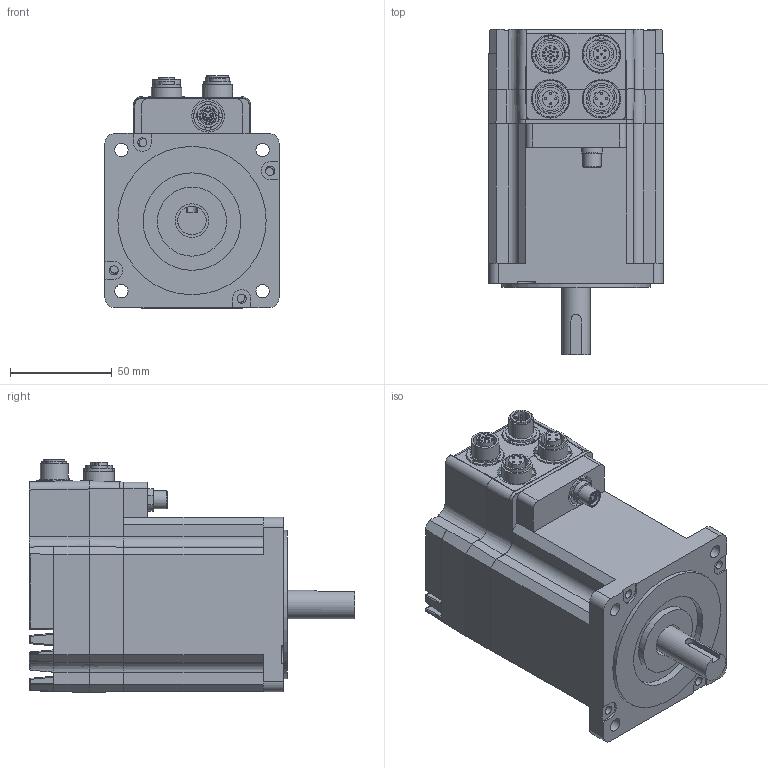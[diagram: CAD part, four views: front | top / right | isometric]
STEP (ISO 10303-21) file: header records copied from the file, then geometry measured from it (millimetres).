
FILE_DESCRIPTION(/* description */ (''),/* implementation_level */ '2;1');
FILE_NAME(/* name */ 'MIS341C14xxxxS8.stp',/* time_stamp */ '2021-09-27T20:48:06+02:00',/* author */ ('KRP'),/* organization */ ('JVL A/S'),/* preprocessor_version */ 'ST-DEVELOPER v16.1',/* originating_system */ 'Autodesk Inventor 2016',/* authorisation */ '');
FILE_SCHEMA (('AUTOMOTIVE_DESIGN { 1 0 10303 214 3 1 1 }'));
Length unit declared in the file: millimetre
Products named in the file (7): MIS34C14 motor single shaft; MIShus ethernet; MIShus ethernet_1; MIShus ethernet_2; MIShus ethernet_3; MIS34x STO; MIS341C14xxxxxS8
Assembly tree (6 placements, depth 2):
  MIS341C14xxxxxS8
    MIS34C14 motor single shaft
    MIShus ethernet
    MIShus ethernet_1
    MIShus ethernet_2
    MIShus ethernet_3
    MIS34x STO
Bounding box: 86.41 x 160.1 x 114.53 mm (x, y, z)
Volume: 857998.6 mm3; surface area: 109220.5 mm2
Topology: 6 solids, 7 shells, 1210 faces, 3024 edges, 1873 vertices
Faces by surface type: plane 568, cylinder 467, sphere 111, bspline 35, cone 25, torus 4
Full cylindrical faces by diameter (mm): 0.7 x17, 1 x17, 1.2 x4, 3 x5, 4.3 x4, 4.4 x4, 6.6 x4, 7.1 x1, 8.2 x1, 8.9 x1, 10 x1, 10.6 x1, 11.5 x3, 12 x1, 13.3 x2, 13.6 x1, 14 x2, 16 x2, 16.5 x1, 18 x4, 19 x6, 34 x1, 48 x1, 73 x1
Entity records: 40052 total; most frequent: CARTESIAN_POINT 10466, DIRECTION 6302, ORIENTED_EDGE 5794, EDGE_CURVE 2897, AXIS2_PLACEMENT_3D 2352, VERTEX_POINT 1840, LINE 1598, VECTOR 1598
